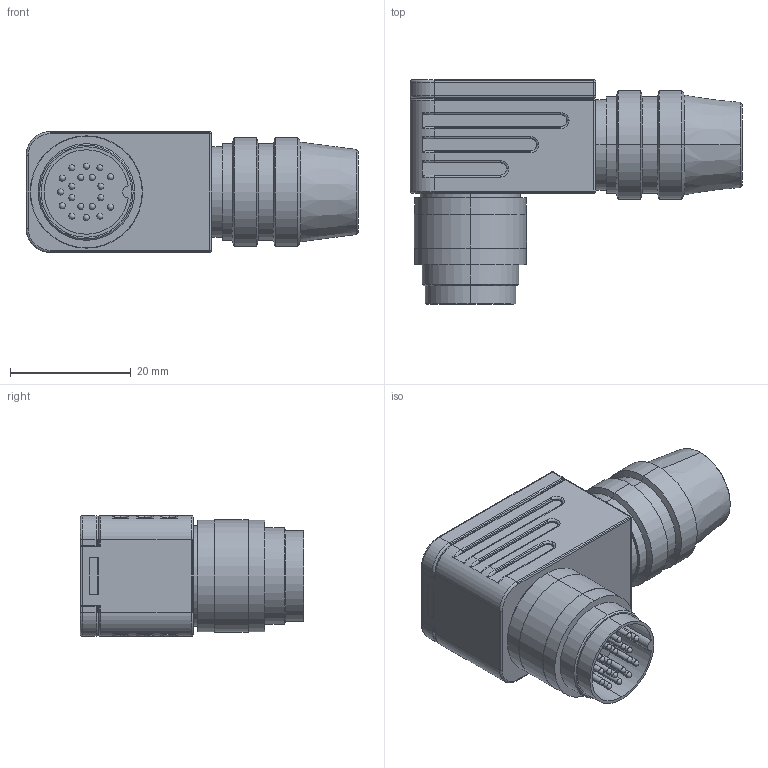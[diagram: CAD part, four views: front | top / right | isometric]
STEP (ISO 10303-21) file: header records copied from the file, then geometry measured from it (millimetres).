
FILE_DESCRIPTION((''),'2;1');
FILE_NAME('99-5661-75-19.stp','2005-04-22T10:05:12',('generator'),(''),'Autodesk Inventor 7','Autodesk Inventor 7','');
FILE_SCHEMA(('AUTOMOTIVE_DESIGN { 1 0 10303 214 1 1 1 1 }'));
Length unit declared in the file: millimetre
Products named in the file (1): 99-5661-75-19
Bounding box: 55 x 37.1 x 20 mm (x, y, z)
Volume: 19056 mm3; surface area: 6940.8 mm2
Topology: 1 solids, 1 shells, 293 faces, 784 edges, 476 vertices
Faces by surface type: cylinder 149, plane 59, torus 32, sphere 27, cone 14, bspline 12
Entity records: 9190 total; most frequent: CARTESIAN_POINT 2098, DIRECTION 1626, ORIENTED_EDGE 1400, EDGE_CURVE 700, AXIS2_PLACEMENT_3D 656, VERTEX_POINT 438, CIRCLE 374, EDGE_LOOP 324
